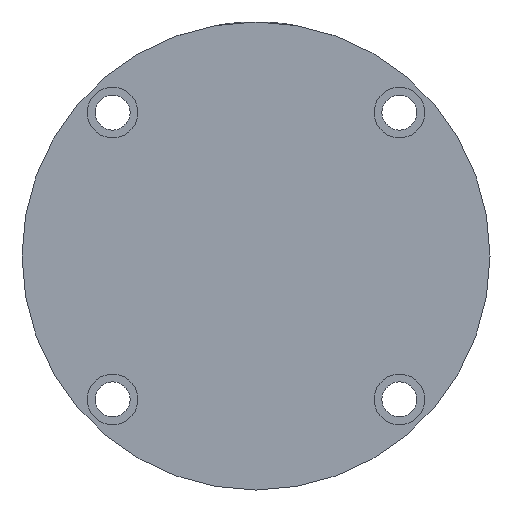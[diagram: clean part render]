
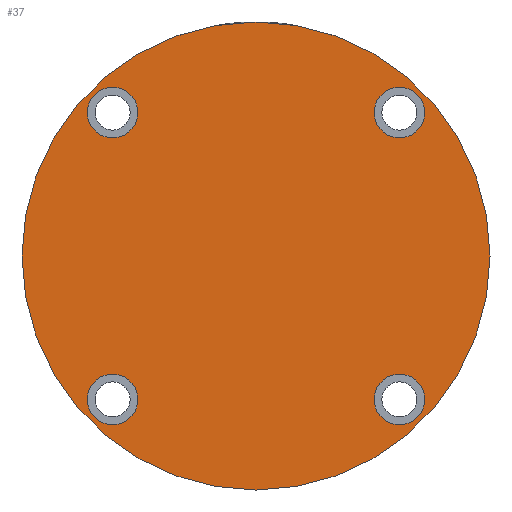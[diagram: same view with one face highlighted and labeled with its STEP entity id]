
A CAD part, left-side view. The second image highlights one B-rep face of the part: STEP entity #37.
In plain terms, the highlighted face is planar.
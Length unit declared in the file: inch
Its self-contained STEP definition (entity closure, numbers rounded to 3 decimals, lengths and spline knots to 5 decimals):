
#15 = AXIS2_PLACEMENT_3D ( 'NONE', #2974, #1574, #1204 ) ;
#37 = ADVANCED_FACE ( 'PLANAR_0', ( #4534, #2799, #3735, #897, #3623 ), #1311, .F. ) ;
#70 = DIRECTION ( 'NONE',  ( 0., 1., 0. ) ) ;
#206 = DIRECTION ( 'NONE',  ( 0., 1., 0. ) ) ;
#229 = CARTESIAN_POINT ( 'NONE',  ( 0., 0.66, 0. ) ) ;
#253 = DIRECTION ( 'NONE',  ( 0., 1., 0. ) ) ;
#312 = ORIENTED_EDGE ( 'NONE', *, *, #3560, .F. ) ;
#420 = ORIENTED_EDGE ( 'NONE', *, *, #1129, .F. ) ;
#456 = EDGE_CURVE ( 'NONE', #1240, #3609, #1990, .T. ) ;
#495 = CARTESIAN_POINT ( 'NONE',  ( -1.14905, 0.66, 1.35205 ) ) ;
#659 = AXIS2_PLACEMENT_3D ( 'NONE', #3279, #1122, #3620 ) ;
#702 = CARTESIAN_POINT ( 'NONE',  ( 1.14905, 0.66, 0.94605 ) ) ;
#772 = CIRCLE ( 'NONE', #3463, 0.203 ) ;
#800 = VERTEX_POINT ( 'NONE', #2684 ) ;
#804 = AXIS2_PLACEMENT_3D ( 'NONE', #4069, #1954, #4416 ) ;
#897 = FACE_BOUND ( 'NONE', #1096, .T. ) ;
#1018 = VERTEX_POINT ( 'NONE', #3589 ) ;
#1054 = DIRECTION ( 'NONE',  ( 0., 1., 0. ) ) ;
#1062 = CIRCLE ( 'NONE', #659, 0.203 ) ;
#1096 = EDGE_LOOP ( 'NONE', ( #3656, #3405 ) ) ;
#1107 = EDGE_CURVE ( 'NONE', #1847, #800, #2951, .T. ) ;
#1122 = DIRECTION ( 'NONE',  ( 0., 1., 0. ) ) ;
#1129 = EDGE_CURVE ( 'NONE', #1131, #4404, #2516, .T. ) ;
#1131 = VERTEX_POINT ( 'NONE', #2487 ) ;
#1151 = CARTESIAN_POINT ( 'NONE',  ( 1.14905, 0.66, -1.14905 ) ) ;
#1169 = ORIENTED_EDGE ( 'NONE', *, *, #2463, .F. ) ;
#1170 = AXIS2_PLACEMENT_3D ( 'NONE', #229, #4526, #4517 ) ;
#1174 = CIRCLE ( 'NONE', #2145, 0.203 ) ;
#1204 = DIRECTION ( 'NONE',  ( 0., 0., 1. ) ) ;
#1240 = VERTEX_POINT ( 'NONE', #4290 ) ;
#1290 = EDGE_CURVE ( 'NONE', #4404, #1131, #1062, .T. ) ;
#1311 = PLANE ( 'NONE',  #1170 ) ;
#1313 = ORIENTED_EDGE ( 'NONE', *, *, #3329, .F. ) ;
#1402 = EDGE_CURVE ( 'NONE', #2903, #1018, #2414, .T. ) ;
#1536 = DIRECTION ( 'NONE',  ( 0., 0., 1. ) ) ;
#1559 = ORIENTED_EDGE ( 'NONE', *, *, #456, .T. ) ;
#1574 = DIRECTION ( 'NONE',  ( 0., 1., 0. ) ) ;
#1606 = EDGE_LOOP ( 'NONE', ( #3554, #1559 ) ) ;
#1674 = DIRECTION ( 'NONE',  ( 0., 1., 0. ) ) ;
#1785 = CARTESIAN_POINT ( 'NONE',  ( 1.14905, 0.66, -1.14905 ) ) ;
#1847 = VERTEX_POINT ( 'NONE', #3375 ) ;
#1954 = DIRECTION ( 'NONE',  ( 0., 1., 0. ) ) ;
#1990 = CIRCLE ( 'NONE', #15, 1.875 ) ;
#2056 = AXIS2_PLACEMENT_3D ( 'NONE', #2260, #70, #2621 ) ;
#2136 = DIRECTION ( 'NONE',  ( 0., 0., 1. ) ) ;
#2145 = AXIS2_PLACEMENT_3D ( 'NONE', #3769, #1674, #4132 ) ;
#2260 = CARTESIAN_POINT ( 'NONE',  ( 1.14905, 0.66, 1.14905 ) ) ;
#2308 = CIRCLE ( 'NONE', #4111, 1.875 ) ;
#2387 = CARTESIAN_POINT ( 'NONE',  ( 0., 0.66, 0. ) ) ;
#2414 = CIRCLE ( 'NONE', #804, 0.203 ) ;
#2425 = CARTESIAN_POINT ( 'NONE',  ( -1.14905, 0.66, 1.14905 ) ) ;
#2447 = AXIS2_PLACEMENT_3D ( 'NONE', #2425, #253, #2781 ) ;
#2463 = EDGE_CURVE ( 'NONE', #2786, #4202, #4193, .T. ) ;
#2487 = CARTESIAN_POINT ( 'NONE',  ( -1.14905, 0.66, -0.94605 ) ) ;
#2516 = CIRCLE ( 'NONE', #4312, 0.203 ) ;
#2574 = ORIENTED_EDGE ( 'NONE', *, *, #1107, .F. ) ;
#2621 = DIRECTION ( 'NONE',  ( 0., 0., 1. ) ) ;
#2637 = EDGE_CURVE ( 'NONE', #1018, #2903, #2928, .T. ) ;
#2684 = CARTESIAN_POINT ( 'NONE',  ( 1.14905, 0.66, -1.35205 ) ) ;
#2742 = DIRECTION ( 'NONE',  ( 0., 0., 1. ) ) ;
#2781 = DIRECTION ( 'NONE',  ( 0., 0., 1. ) ) ;
#2786 = VERTEX_POINT ( 'NONE', #702 ) ;
#2799 = FACE_BOUND ( 'NONE', #3837, .T. ) ;
#2815 = CARTESIAN_POINT ( 'NONE',  ( 1.14905, 0.66, 1.35205 ) ) ;
#2891 = AXIS2_PLACEMENT_3D ( 'NONE', #1151, #3651, #1536 ) ;
#2903 = VERTEX_POINT ( 'NONE', #495 ) ;
#2928 = CIRCLE ( 'NONE', #2447, 0.203 ) ;
#2951 = CIRCLE ( 'NONE', #2891, 0.203 ) ;
#2974 = CARTESIAN_POINT ( 'NONE',  ( 0., 0.66, 0. ) ) ;
#3036 = CARTESIAN_POINT ( 'NONE',  ( -1.14905, 0.66, -1.35205 ) ) ;
#3197 = ORIENTED_EDGE ( 'NONE', *, *, #1290, .F. ) ;
#3206 = CARTESIAN_POINT ( 'NONE',  ( -1.14905, 0.66, -1.14905 ) ) ;
#3279 = CARTESIAN_POINT ( 'NONE',  ( -1.14905, 0.66, -1.14905 ) ) ;
#3329 = EDGE_CURVE ( 'NONE', #800, #1847, #772, .T. ) ;
#3375 = CARTESIAN_POINT ( 'NONE',  ( 1.14905, 0.66, -0.94605 ) ) ;
#3405 = ORIENTED_EDGE ( 'NONE', *, *, #2637, .F. ) ;
#3463 = AXIS2_PLACEMENT_3D ( 'NONE', #1785, #4263, #2136 ) ;
#3517 = EDGE_LOOP ( 'NONE', ( #312, #1169 ) ) ;
#3554 = ORIENTED_EDGE ( 'NONE', *, *, #4531, .T. ) ;
#3555 = DIRECTION ( 'NONE',  ( 0., 0., 1. ) ) ;
#3560 = EDGE_CURVE ( 'NONE', #4202, #2786, #1174, .T. ) ;
#3589 = CARTESIAN_POINT ( 'NONE',  ( -1.14905, 0.66, 0.94605 ) ) ;
#3609 = VERTEX_POINT ( 'NONE', #4479 ) ;
#3620 = DIRECTION ( 'NONE',  ( 0., 0., 1. ) ) ;
#3623 = FACE_OUTER_BOUND ( 'NONE', #1606, .T. ) ;
#3651 = DIRECTION ( 'NONE',  ( 0., 1., 0. ) ) ;
#3656 = ORIENTED_EDGE ( 'NONE', *, *, #1402, .F. ) ;
#3735 = FACE_BOUND ( 'NONE', #3517, .T. ) ;
#3769 = CARTESIAN_POINT ( 'NONE',  ( 1.14905, 0.66, 1.14905 ) ) ;
#3837 = EDGE_LOOP ( 'NONE', ( #2574, #1313 ) ) ;
#4069 = CARTESIAN_POINT ( 'NONE',  ( -1.14905, 0.66, 1.14905 ) ) ;
#4111 = AXIS2_PLACEMENT_3D ( 'NONE', #2387, #206, #2742 ) ;
#4132 = DIRECTION ( 'NONE',  ( 0., 0., 1. ) ) ;
#4193 = CIRCLE ( 'NONE', #2056, 0.203 ) ;
#4202 = VERTEX_POINT ( 'NONE', #2815 ) ;
#4263 = DIRECTION ( 'NONE',  ( 0., 1., 0. ) ) ;
#4290 = CARTESIAN_POINT ( 'NONE',  ( 0., 0.66, -1.875 ) ) ;
#4312 = AXIS2_PLACEMENT_3D ( 'NONE', #3206, #1054, #3555 ) ;
#4404 = VERTEX_POINT ( 'NONE', #3036 ) ;
#4416 = DIRECTION ( 'NONE',  ( 0., 0., 1. ) ) ;
#4462 = EDGE_LOOP ( 'NONE', ( #420, #3197 ) ) ;
#4479 = CARTESIAN_POINT ( 'NONE',  ( 0., 0.66, 1.875 ) ) ;
#4517 = DIRECTION ( 'NONE',  ( 0., 0., -1. ) ) ;
#4526 = DIRECTION ( 'NONE',  ( 0., -1., 0. ) ) ;
#4531 = EDGE_CURVE ( 'NONE', #3609, #1240, #2308, .T. ) ;
#4534 = FACE_BOUND ( 'NONE', #4462, .T. ) ;
